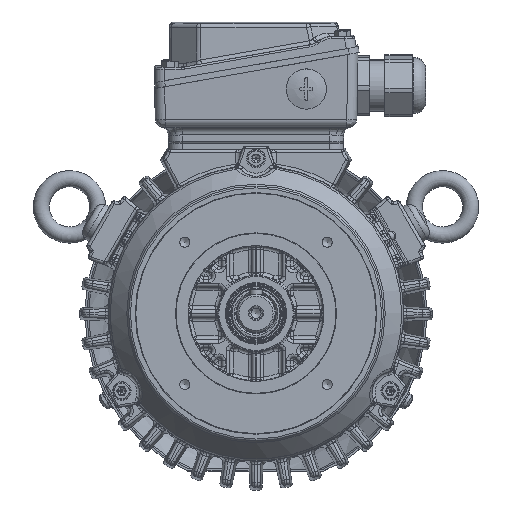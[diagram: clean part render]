
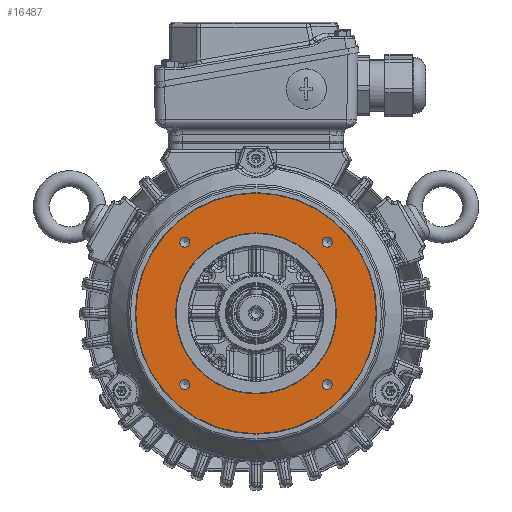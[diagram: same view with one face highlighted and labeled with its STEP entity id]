
A CAD part, top view. The second image highlights one B-rep face of the part: STEP entity #16487.
In plain terms, the highlighted planar face has unit normal (0, 0, 1).
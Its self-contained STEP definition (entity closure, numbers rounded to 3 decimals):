
#16487=ADVANCED_FACE('',(#17814,#17815,#17816,#17817,#17818,#17819),#17369,
 .T.);
#17369=PLANE('',#55619);
#17814=FACE_BOUND('',#20760,.T.);
#17815=FACE_BOUND('',#20761,.T.);
#17816=FACE_BOUND('',#20762,.T.);
#17817=FACE_BOUND('',#20763,.T.);
#17818=FACE_BOUND('',#20764,.T.);
#17819=FACE_BOUND('',#20765,.T.);
#20760=EDGE_LOOP('',(#33725));
#20761=EDGE_LOOP('',(#33726));
#20762=EDGE_LOOP('',(#33727));
#20763=EDGE_LOOP('',(#33728));
#20764=EDGE_LOOP('',(#33729));
#20765=EDGE_LOOP('',(#33730));
#33725=ORIENTED_EDGE('',*,*,#47050,.T.);
#33726=ORIENTED_EDGE('',*,*,#47251,.T.);
#33727=ORIENTED_EDGE('',*,*,#47057,.T.);
#33728=ORIENTED_EDGE('',*,*,#47055,.T.);
#33729=ORIENTED_EDGE('',*,*,#47267,.T.);
#33730=ORIENTED_EDGE('',*,*,#47268,.T.);
#39335=VERTEX_POINT('',#113971);
#39341=VERTEX_POINT('',#113987);
#39344=VERTEX_POINT('',#113994);
#39387=VERTEX_POINT('',#117463);
#39388=VERTEX_POINT('',#117524);
#39389=VERTEX_POINT('',#117526);
#47050=EDGE_CURVE('',#39335,#39335,#50179,.T.);
#47055=EDGE_CURVE('',#39341,#39341,#50184,.T.);
#47057=EDGE_CURVE('',#39344,#39344,#50186,.T.);
#47251=EDGE_CURVE('',#39387,#39387,#50290,.T.);
#47267=EDGE_CURVE('',#39388,#39388,#50292,.T.);
#47268=EDGE_CURVE('',#39389,#39389,#50293,.T.);
#50179=CIRCLE('',#55435,59.732);
#50184=CIRCLE('',#55445,2.5);
#50186=CIRCLE('',#55449,2.5);
#50290=CIRCLE('',#55613,40.);
#50292=CIRCLE('',#55617,2.5);
#50293=CIRCLE('',#55618,2.5);
#55435=AXIS2_PLACEMENT_3D('',#113970,#67811,#67812);
#55445=AXIS2_PLACEMENT_3D('',#113986,#67831,#67832);
#55449=AXIS2_PLACEMENT_3D('',#113993,#67839,#67840);
#55613=AXIS2_PLACEMENT_3D('',#117462,#68191,#68192);
#55617=AXIS2_PLACEMENT_3D('',#117523,#68199,#68200);
#55618=AXIS2_PLACEMENT_3D('',#117525,#68201,#68202);
#55619=AXIS2_PLACEMENT_3D('',#117527,#68203,#68204);
#67811=DIRECTION('',(0.,0.,1.));
#67812=DIRECTION('',(-1.,0.,0.));
#67831=DIRECTION('',(0.,0.,-1.));
#67832=DIRECTION('',(1.,0.,0.));
#67839=DIRECTION('',(0.,0.,-1.));
#67840=DIRECTION('',(1.,0.,0.));
#68191=DIRECTION('',(0.,0.,-1.));
#68192=DIRECTION('',(-1.,0.,0.));
#68199=DIRECTION('',(0.,0.,-1.));
#68200=DIRECTION('',(1.,0.,0.));
#68201=DIRECTION('',(0.,0.,-1.));
#68202=DIRECTION('',(1.,0.,0.));
#68203=DIRECTION('',(0.,0.,1.));
#68204=DIRECTION('',(-1.,0.,0.));
#113970=CARTESIAN_POINT('',(-20.194,-20.194,33.15));
#113971=CARTESIAN_POINT('',(-79.926,-20.194,33.15));
#113986=CARTESIAN_POINT('',(-55.549,-55.549,33.15));
#113987=CARTESIAN_POINT('',(-53.049,-55.549,33.15));
#113993=CARTESIAN_POINT('',(15.161,-55.549,33.15));
#113994=CARTESIAN_POINT('',(17.661,-55.549,33.15));
#117462=CARTESIAN_POINT('',(-20.194,-20.194,33.15));
#117463=CARTESIAN_POINT('',(-60.194,-20.194,33.15));
#117523=CARTESIAN_POINT('',(-55.549,15.161,33.15));
#117524=CARTESIAN_POINT('',(-53.049,15.161,33.15));
#117525=CARTESIAN_POINT('',(15.161,15.161,33.15));
#117526=CARTESIAN_POINT('',(17.661,15.161,33.15));
#117527=CARTESIAN_POINT('',(-20.194,-20.194,33.15));
